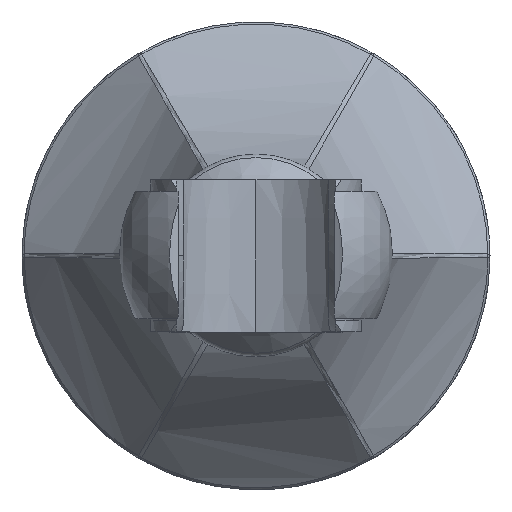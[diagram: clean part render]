
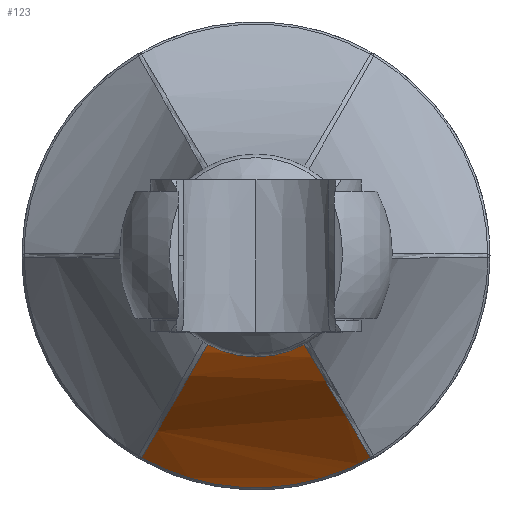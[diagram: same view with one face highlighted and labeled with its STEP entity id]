
A CAD part, top view. The second image highlights one B-rep face of the part: STEP entity #123.
In plain terms, the highlighted cylindrical face has radius 50 mm (diameter 100 mm), a partial arc.
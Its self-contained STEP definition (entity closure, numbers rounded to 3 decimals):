
#5 = CARTESIAN_POINT ( 'NONE',  ( -14.65, -25.853, 11.477 ) ) ;
#14 = CARTESIAN_POINT ( 'NONE',  ( 1.318, -29.702, 8.225 ) ) ;
#17 = CARTESIAN_POINT ( 'NONE',  ( -13.603, -26.449, 10.919 ) ) ;
#123 = ADVANCED_FACE ( 'NONE', ( #2916 ), #2788, .F. ) ;
#142 = VECTOR ( 'NONE', #1489, 1000. ) ;
#185 = CARTESIAN_POINT ( 'NONE',  ( 0.655, -29.724, 8.208 ) ) ;
#220 = LINE ( 'NONE', #1660, #142 ) ;
#240 = DIRECTION ( 'NONE',  ( 1., 0., 0. ) ) ;
#298 = EDGE_LOOP ( 'NONE', ( #1156, #1206, #1289, #858 ) ) ;
#305 = CARTESIAN_POINT ( 'NONE',  ( -38.482, -60., 48. ) ) ;
#341 = VERTEX_POINT ( 'NONE', #997 ) ;
#373 = DIRECTION ( 'NONE',  ( 0., -1., 0. ) ) ;
#739 = CARTESIAN_POINT ( 'NONE',  ( -1.333, -29.724, 8.209 ) ) ;
#808 = CARTESIAN_POINT ( 'NONE',  ( 5.746, -10.644, 40. ) ) ;
#858 = ORIENTED_EDGE ( 'NONE', *, *, #3228, .T. ) ;
#990 = CARTESIAN_POINT ( 'NONE',  ( -2.641, -29.635, 8.276 ) ) ;
#997 = CARTESIAN_POINT ( 'NONE',  ( -14.65, -25.853, 11.477 ) ) ;
#1156 = ORIENTED_EDGE ( 'NONE', *, *, #2904, .T. ) ;
#1206 = ORIENTED_EDGE ( 'NONE', *, *, #3127, .T. ) ;
#1224 = VERTEX_POINT ( 'NONE', #1756 ) ;
#1264 = CARTESIAN_POINT ( 'NONE',  ( -4.577, -29.376, 8.475 ) ) ;
#1289 = ORIENTED_EDGE ( 'NONE', *, *, #1883, .F. ) ;
#1291 = CARTESIAN_POINT ( 'NONE',  ( -5.218, -29.269, 8.558 ) ) ;
#1310 = CARTESIAN_POINT ( 'NONE',  ( -6.492, -29.013, 8.759 ) ) ;
#1377 = CARTESIAN_POINT ( 'NONE',  ( -14.65, -25.853, 11.477 ) ) ;
#1387 = CARTESIAN_POINT ( 'NONE',  ( -9.871, -17.69, 19.108 ) ) ;
#1445 = CARTESIAN_POINT ( 'NONE',  ( -6.793, -12.432, 28.969 ) ) ;
#1489 = DIRECTION ( 'NONE',  ( 1., 0., 0. ) ) ;
#1571 = CARTESIAN_POINT ( 'NONE',  ( -9.006, -28.355, 9.286 ) ) ;
#1637 = CARTESIAN_POINT ( 'NONE',  ( -10.206, -27.942, 9.624 ) ) ;
#1651 = CARTESIAN_POINT ( 'NONE',  ( 6.793, -12.432, 28.969 ) ) ;
#1660 = CARTESIAN_POINT ( 'NONE',  ( -38.482, -10.644, 40. ) ) ;
#1681 = CARTESIAN_POINT ( 'NONE',  ( -5.746, -10.644, 40. ) ) ;
#1708 = CARTESIAN_POINT ( 'NONE',  ( -5.746, -10.644, 40. ) ) ;
#1756 = CARTESIAN_POINT ( 'NONE',  ( 14.65, -25.853, 11.477 ) ) ;
#1838 = AXIS2_PLACEMENT_3D ( 'NONE', #305, #240, #373 ) ;
#1874 = CARTESIAN_POINT ( 'NONE',  ( -12.504, -26.989, 10.441 ) ) ;
#1881 = VERTEX_POINT ( 'NONE', #1681 ) ;
#1883 = EDGE_CURVE ( 'NONE', #1881, #2115, #220, .T. ) ;
#2108 = CARTESIAN_POINT ( 'NONE',  ( 9.871, -17.69, 19.108 ) ) ;
#2115 = VERTEX_POINT ( 'NONE', #808 ) ;
#2174 = CARTESIAN_POINT ( 'NONE',  ( -7.126, -28.864, 8.877 ) ) ;
#2195 = CARTESIAN_POINT ( 'NONE',  ( 5.746, -10.644, 40. ) ) ;
#2219 = CARTESIAN_POINT ( 'NONE',  ( 14.65, -25.853, 11.477 ) ) ;
#2788 = CYLINDRICAL_SURFACE ( 'NONE', #1838, 50. ) ;
#2887 = B_SPLINE_CURVE_WITH_KNOTS ( 'NONE', 3,
 ( #5, #17, #1874, #1637, #1571, #2174, #1310, #1291, #1264, #990, #739, #185, #14, #3509, #3500, #3487, #3480, #3472, #3462, #3448, #3440, #3431, #3417, #3406 ),
 .UNSPECIFIED., .F., .F.,
 ( 4, 2, 2, 2, 2, 2, 2, 2, 2, 2, 2, 4 ),
 ( 0., 0.004, 0.008, 0.01, 0.012, 0.016, 0.018, 0.02, 0.024, 0.026, 0.027, 0.031 ),
 .UNSPECIFIED. ) ;
#2904 = EDGE_CURVE ( 'NONE', #341, #1224, #2887, .T. ) ;
#2916 = FACE_OUTER_BOUND ( 'NONE', #298, .T. ) ;
#3127 = EDGE_CURVE ( 'NONE', #1224, #2115, #3432, .T. ) ;
#3228 = EDGE_CURVE ( 'NONE', #1881, #341, #3506, .T. ) ;
#3406 = CARTESIAN_POINT ( 'NONE',  ( 14.65, -25.853, 11.477 ) ) ;
#3417 = CARTESIAN_POINT ( 'NONE',  ( 13.603, -26.449, 10.919 ) ) ;
#3431 = CARTESIAN_POINT ( 'NONE',  ( 12.503, -26.99, 10.44 ) ) ;
#3432 =( BOUNDED_CURVE ( )  B_SPLINE_CURVE ( 3, ( #2219, #2108, #1651, #2195 ),
 .UNSPECIFIED., .F., .F. ) 
 B_SPLINE_CURVE_WITH_KNOTS ( ( 4, 4 ),
 ( 2.323, 2.981 ),
 .UNSPECIFIED. ) 
 CURVE ( )  GEOMETRIC_REPRESENTATION_ITEM ( )  RATIONAL_B_SPLINE_CURVE ( ( 1., 0.964, 0.964, 1. ) ) 
 REPRESENTATION_ITEM ( '' )  );
#3440 = CARTESIAN_POINT ( 'NONE',  ( 10.776, -27.706, 9.827 ) ) ;
#3448 = CARTESIAN_POINT ( 'NONE',  ( 10.188, -27.928, 9.64 ) ) ;
#3462 = CARTESIAN_POINT ( 'NONE',  ( 8.983, -28.339, 9.3 ) ) ;
#3472 = CARTESIAN_POINT ( 'NONE',  ( 8.366, -28.528, 9.147 ) ) ;
#3480 = CARTESIAN_POINT ( 'NONE',  ( 6.488, -29.036, 8.739 ) ) ;
#3487 = CARTESIAN_POINT ( 'NONE',  ( 5.216, -29.291, 8.541 ) ) ;
#3500 = CARTESIAN_POINT ( 'NONE',  ( 3.279, -29.55, 8.342 ) ) ;
#3506 =( BOUNDED_CURVE ( )  B_SPLINE_CURVE ( 3, ( #1708, #1445, #1387, #1377 ),
 .UNSPECIFIED., .F., .F. ) 
 B_SPLINE_CURVE_WITH_KNOTS ( ( 4, 4 ),
 ( 0.161, 0.819 ),
 .UNSPECIFIED. ) 
 CURVE ( )  GEOMETRIC_REPRESENTATION_ITEM ( )  RATIONAL_B_SPLINE_CURVE ( ( 1., 0.964, 0.964, 1. ) ) 
 REPRESENTATION_ITEM ( '' )  );
#3509 = CARTESIAN_POINT ( 'NONE',  ( 2.629, -29.615, 8.292 ) ) ;
